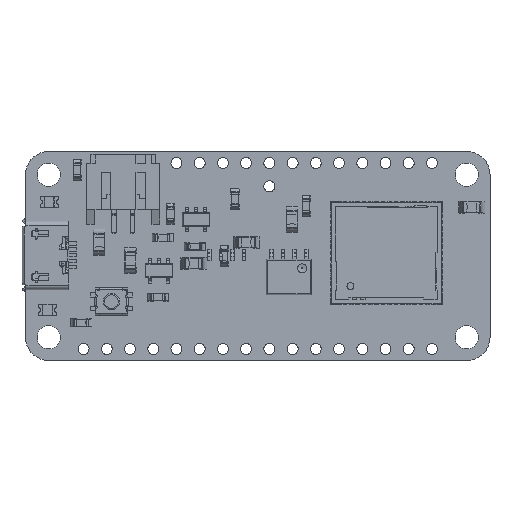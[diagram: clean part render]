
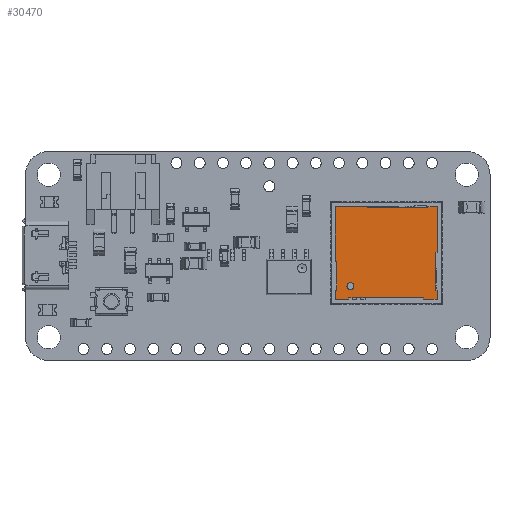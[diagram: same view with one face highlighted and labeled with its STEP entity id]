
A CAD part, top view. The second image highlights one B-rep face of the part: STEP entity #30470.
In plain terms, the highlighted planar face has unit normal (0, 0, 1).
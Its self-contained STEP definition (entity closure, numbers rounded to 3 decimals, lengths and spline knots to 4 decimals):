
#782=FACE_BOUND('',#4086,.T.);
#830=PLANE('',#32486);
#2171=FACE_OUTER_BOUND('',#4085,.T.);
#4085=EDGE_LOOP('',(#21333,#21334,#21335,#21336,#21337,#21338,#21339,#21340,
#21341,#21342,#21343,#21344,#21345,#21346,#21347,#21348,#21349,#21350,#21351,
#21352));
#4086=EDGE_LOOP('',(#21353));
#5897=LINE('',#43956,#9451);
#5901=LINE('',#43970,#9455);
#5905=LINE('',#43979,#9459);
#5909=LINE('',#43988,#9463);
#5916=LINE('',#44002,#9470);
#5924=LINE('',#44019,#9478);
#5928=LINE('',#44028,#9482);
#5930=LINE('',#44034,#9484);
#5942=LINE('',#44058,#9496);
#5944=LINE('',#44062,#9498);
#5945=LINE('',#44063,#9499);
#5946=LINE('',#44065,#9500);
#5947=LINE('',#44066,#9501);
#5948=LINE('',#44067,#9502);
#5949=LINE('',#44068,#9503);
#5950=LINE('',#44070,#9504);
#5951=LINE('',#44071,#9505);
#5952=LINE('',#44072,#9506);
#5953=LINE('',#44073,#9507);
#5954=LINE('',#44074,#9508);
#9451=VECTOR('',#35243,1.);
#9455=VECTOR('',#35255,1.);
#9459=VECTOR('',#35261,1.);
#9463=VECTOR('',#35267,1.);
#9470=VECTOR('',#35276,1.);
#9478=VECTOR('',#35286,1.);
#9482=VECTOR('',#35292,1.);
#9484=VECTOR('',#35296,1.);
#9496=VECTOR('',#35310,1.);
#9498=VECTOR('',#35314,1.);
#9499=VECTOR('',#35315,1.);
#9500=VECTOR('',#35316,1.);
#9501=VECTOR('',#35317,1.);
#9502=VECTOR('',#35318,1.);
#9503=VECTOR('',#35319,1.);
#9504=VECTOR('',#35320,1.);
#9505=VECTOR('',#35321,1.);
#9506=VECTOR('',#35322,1.);
#9507=VECTOR('',#35323,1.);
#9508=VECTOR('',#35324,1.);
#13048=CIRCLE('',#32477,0.0375);
#13776=VERTEX_POINT('',#43954);
#13777=VERTEX_POINT('',#43955);
#13781=VERTEX_POINT('',#43965);
#13782=VERTEX_POINT('',#43968);
#13783=VERTEX_POINT('',#43969);
#13786=VERTEX_POINT('',#43977);
#13787=VERTEX_POINT('',#43978);
#13790=VERTEX_POINT('',#43986);
#13791=VERTEX_POINT('',#43987);
#13794=VERTEX_POINT('',#43995);
#13797=VERTEX_POINT('',#44000);
#13798=VERTEX_POINT('',#44004);
#13805=VERTEX_POINT('',#44017);
#13806=VERTEX_POINT('',#44021);
#13809=VERTEX_POINT('',#44026);
#13811=VERTEX_POINT('',#44031);
#13812=VERTEX_POINT('',#44033);
#13823=VERTEX_POINT('',#44056);
#13824=VERTEX_POINT('',#44061);
#13825=VERTEX_POINT('',#44064);
#13826=VERTEX_POINT('',#44069);
#16707=EDGE_CURVE('',#13776,#13777,#5897,.T.);
#16712=EDGE_CURVE('',#13781,#13781,#13048,.T.);
#16713=EDGE_CURVE('',#13782,#13783,#5901,.T.);
#16717=EDGE_CURVE('',#13786,#13787,#5905,.T.);
#16721=EDGE_CURVE('',#13790,#13791,#5909,.T.);
#16728=EDGE_CURVE('',#13794,#13797,#5916,.T.);
#16736=EDGE_CURVE('',#13798,#13805,#5924,.T.);
#16740=EDGE_CURVE('',#13806,#13809,#5928,.T.);
#16742=EDGE_CURVE('',#13812,#13811,#5930,.T.);
#16754=EDGE_CURVE('',#13805,#13823,#5942,.T.);
#16756=EDGE_CURVE('',#13824,#13776,#5944,.T.);
#16757=EDGE_CURVE('',#13777,#13794,#5945,.T.);
#16758=EDGE_CURVE('',#13797,#13825,#5946,.T.);
#16759=EDGE_CURVE('',#13825,#13782,#5947,.T.);
#16760=EDGE_CURVE('',#13783,#13798,#5948,.T.);
#16761=EDGE_CURVE('',#13823,#13790,#5949,.T.);
#16762=EDGE_CURVE('',#13791,#13826,#5950,.T.);
#16763=EDGE_CURVE('',#13826,#13812,#5951,.T.);
#16764=EDGE_CURVE('',#13811,#13786,#5952,.T.);
#16765=EDGE_CURVE('',#13787,#13806,#5953,.T.);
#16766=EDGE_CURVE('',#13809,#13824,#5954,.T.);
#21333=ORIENTED_EDGE('',*,*,#16756,.T.);
#21334=ORIENTED_EDGE('',*,*,#16707,.T.);
#21335=ORIENTED_EDGE('',*,*,#16757,.T.);
#21336=ORIENTED_EDGE('',*,*,#16728,.T.);
#21337=ORIENTED_EDGE('',*,*,#16758,.T.);
#21338=ORIENTED_EDGE('',*,*,#16759,.T.);
#21339=ORIENTED_EDGE('',*,*,#16713,.T.);
#21340=ORIENTED_EDGE('',*,*,#16760,.T.);
#21341=ORIENTED_EDGE('',*,*,#16736,.T.);
#21342=ORIENTED_EDGE('',*,*,#16754,.T.);
#21343=ORIENTED_EDGE('',*,*,#16761,.T.);
#21344=ORIENTED_EDGE('',*,*,#16721,.T.);
#21345=ORIENTED_EDGE('',*,*,#16762,.T.);
#21346=ORIENTED_EDGE('',*,*,#16763,.T.);
#21347=ORIENTED_EDGE('',*,*,#16742,.T.);
#21348=ORIENTED_EDGE('',*,*,#16764,.T.);
#21349=ORIENTED_EDGE('',*,*,#16717,.T.);
#21350=ORIENTED_EDGE('',*,*,#16765,.T.);
#21351=ORIENTED_EDGE('',*,*,#16740,.T.);
#21352=ORIENTED_EDGE('',*,*,#16766,.T.);
#21353=ORIENTED_EDGE('',*,*,#16712,.T.);
#30470=ADVANCED_FACE('',(#2171,#782),#830,.T.);
#32477=AXIS2_PLACEMENT_3D('',#43966,#35251,#35252);
#32486=AXIS2_PLACEMENT_3D('',#44060,#35312,#35313);
#35243=DIRECTION('',(1.,0.,0.));
#35251=DIRECTION('center_axis',(0.,0.,-1.));
#35252=DIRECTION('ref_axis',(-1.,0.,0.));
#35255=DIRECTION('',(0.,1.,0.));
#35261=DIRECTION('',(0.,-1.,0.));
#35267=DIRECTION('',(-1.,0.,0.));
#35276=DIRECTION('',(1.,0.,0.));
#35286=DIRECTION('',(0.,1.,0.));
#35292=DIRECTION('',(0.,-1.,0.));
#35296=DIRECTION('',(0.,-1.,0.));
#35310=DIRECTION('',(-1.,0.,0.));
#35312=DIRECTION('center_axis',(0.,0.,1.));
#35313=DIRECTION('ref_axis',(1.,0.,0.));
#35314=DIRECTION('',(0.,1.,0.));
#35315=DIRECTION('',(0.,-1.,0.));
#35316=DIRECTION('',(0.,1.,0.));
#35317=DIRECTION('',(-1.,0.,0.));
#35318=DIRECTION('',(1.,0.,0.));
#35319=DIRECTION('',(0.,-1.,0.));
#35320=DIRECTION('',(0.,1.,0.));
#35321=DIRECTION('',(-1.,0.,0.));
#35322=DIRECTION('',(1.,0.,0.));
#35323=DIRECTION('',(-1.,0.,0.));
#35324=DIRECTION('',(1.,0.,0.));
#43954=CARTESIAN_POINT('',(1.8395,0.524,0.3));
#43955=CARTESIAN_POINT('',(2.6535,0.524,0.3));
#43956=CARTESIAN_POINT('',(2.043,0.524,0.3));
#43965=CARTESIAN_POINT('',(1.8924,0.6522,0.3));
#43966=CARTESIAN_POINT('Origin',(1.8549,0.6522,0.3));
#43968=CARTESIAN_POINT('',(2.7885,0.609,0.3));
#43969=CARTESIAN_POINT('',(2.7885,1.023,0.3));
#43970=CARTESIAN_POINT('',(2.7885,0.8125,0.3));
#43977=CARTESIAN_POINT('',(1.7045,0.923,0.3));
#43978=CARTESIAN_POINT('',(1.7045,0.609,0.3));
#43979=CARTESIAN_POINT('',(1.7045,0.9695,0.3));
#43986=CARTESIAN_POINT('',(2.7035,1.508,0.3));
#43987=CARTESIAN_POINT('',(2.0395,1.508,0.3));
#43988=CARTESIAN_POINT('',(2.475,1.508,0.3));
#43995=CARTESIAN_POINT('',(2.6535,0.509,0.3));
#44000=CARTESIAN_POINT('',(2.8035,0.509,0.3));
#44002=CARTESIAN_POINT('',(2.8035,0.509,0.3));
#44004=CARTESIAN_POINT('',(2.8035,1.023,0.3));
#44017=CARTESIAN_POINT('',(2.8035,1.523,0.3));
#44019=CARTESIAN_POINT('',(2.8035,1.523,0.3));
#44021=CARTESIAN_POINT('',(1.6895,0.609,0.3));
#44026=CARTESIAN_POINT('',(1.6895,0.509,0.3));
#44028=CARTESIAN_POINT('',(1.6895,0.509,0.3));
#44031=CARTESIAN_POINT('',(1.6895,0.923,0.3));
#44033=CARTESIAN_POINT('',(1.6895,1.523,0.3));
#44034=CARTESIAN_POINT('',(1.6895,0.509,0.3));
#44056=CARTESIAN_POINT('',(2.7035,1.523,0.3));
#44058=CARTESIAN_POINT('',(1.6895,1.523,0.3));
#44060=CARTESIAN_POINT('Origin',(2.2465,1.016,0.3));
#44061=CARTESIAN_POINT('',(1.8395,0.509,0.3));
#44062=CARTESIAN_POINT('',(1.8395,0.7625,0.3));
#44063=CARTESIAN_POINT('',(2.6535,0.77,0.3));
#44064=CARTESIAN_POINT('',(2.8035,0.609,0.3));
#44065=CARTESIAN_POINT('',(2.8035,1.523,0.3));
#44066=CARTESIAN_POINT('',(2.525,0.609,0.3));
#44067=CARTESIAN_POINT('',(2.5175,1.023,0.3));
#44068=CARTESIAN_POINT('',(2.7035,1.2695,0.3));
#44069=CARTESIAN_POINT('',(2.0395,1.523,0.3));
#44070=CARTESIAN_POINT('',(2.0395,1.262,0.3));
#44071=CARTESIAN_POINT('',(1.6895,1.523,0.3));
#44072=CARTESIAN_POINT('',(1.968,0.923,0.3));
#44073=CARTESIAN_POINT('',(1.9755,0.609,0.3));
#44074=CARTESIAN_POINT('',(2.8035,0.509,0.3));
